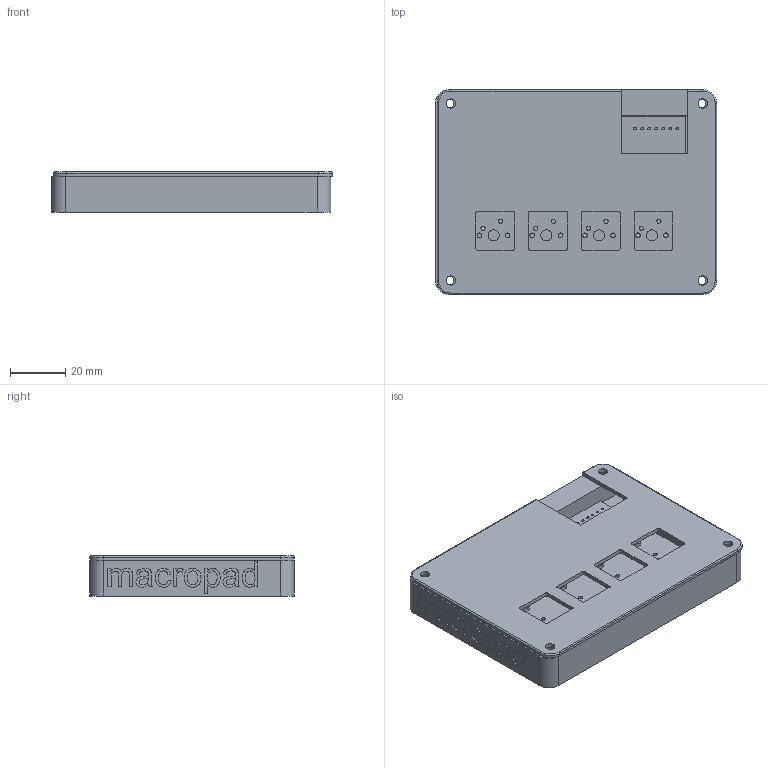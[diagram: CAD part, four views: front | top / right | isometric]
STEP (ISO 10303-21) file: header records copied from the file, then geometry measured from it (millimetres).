
FILE_DESCRIPTION(/* description */ (''),/* implementation_level */ '2;1');
FILE_NAME(/* name */ 'micropad_.step',/* time_stamp */ '2026-01-09T19:50:52+01:00',/* author */ (''),/* organization */ (''),/* preprocessor_version */ 'ST-DEVELOPER v20.1',/* originating_system */ 'Autodesk Translation Framework v14.21.0.0',/* authorisation */ '');
FILE_SCHEMA (('AUTOMOTIVE_DESIGN { 1 0 10303 214 3 1 1 }'));
Length unit declared in the file: millimetre
Products named in the file (6): 2026-01-09-17-15-24-418; 2026-01-09-17-16-58-827; 2026-01-09-17-29-57-719; 2026-01-09-17-29-57-721; 2026-01-09-17-29-57-720; 2026-01-09-18-43-42-983
Assembly tree (8 placements, depth 3):
  2026-01-09-17-15-24-418
    2026-01-09-17-16-58-827
    2026-01-09-17-29-57-719
      2026-01-09-17-29-57-720  x4
      2026-01-09-17-29-57-721
    2026-01-09-18-43-42-983
Bounding box: 101.61 x 74.02 x 14.5 mm (x, y, z)
Volume: 64943 mm3; surface area: 43273.7 mm2
Topology: 7 solids, 7 shells, 1338 faces, 3746 edges, 2476 vertices
Faces by surface type: bspline 612, plane 555, cylinder 163, cone 4, torus 4
Full cylindrical faces by diameter (mm): 0.889 x14, 1.5 x8, 1.7 x8, 3.333 x4, 3.4 x8, 4 x4, 6 x4
Entity records: 42398 total; most frequent: CARTESIAN_POINT 16823, ORIENTED_EDGE 6334, DIRECTION 3209, EDGE_CURVE 3167, VERTEX_POINT 2104, LINE 1749, VECTOR 1749, EDGE_LOOP 1297
